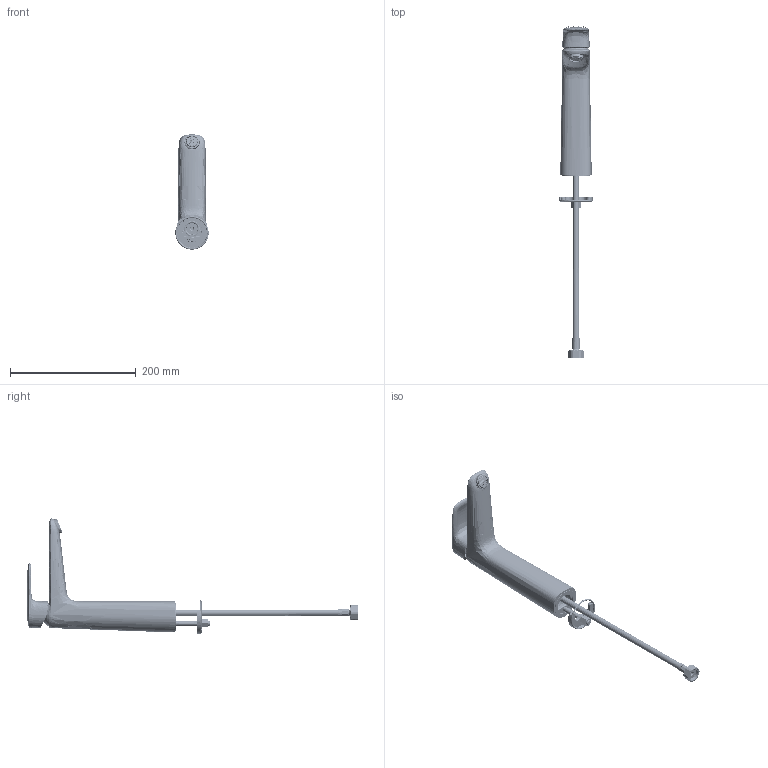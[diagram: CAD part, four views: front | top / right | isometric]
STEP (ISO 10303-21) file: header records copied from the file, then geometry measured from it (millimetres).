
FILE_DESCRIPTION((''),'2;1');
FILE_NAME('FFAS1M07-101500BC0_ASM','2024-09-05T13:17:28',('10114302'),(''),'CREO PARAMETRIC BY PTC INC, 2022162','CREO PARAMETRIC BY PTC INC, 2022162','');
FILE_SCHEMA(('CONFIG_CONTROL_DESIGN'));
Products named in the file (39): 4216470000; 413924031_DICHTUNG_SEAL_1001786; 407761040_MOUSSEUR_MOUSSEUR_019; 4223059990; 10793231_BODEN_BOTTOM_0139330_1_AF0; 10783131_DICHTUNG__SHAPED_SEA_1; A4222432_SCHEIBE_KE_00970057_1; A4222380_SCHIEBER_S_00965547_1; A4222461_SCHIEBER_00971965_1_AF0; 10784031_DICHT_FORM_SHAPED_S-20; 10784031_DICHT_FORM_SHAPED_S-32; 10782031_DICHT_FLAC_FLAT_SEAL_1; A4222383_HUELSE_SCH_00965554_1_AF0; 408555031_HEBEL_EHM-_OHM_LEVER__AF0; 09955031_STIFT_POLY_000632793_2; A4222384_RING_GLEIT_00965556_1; 10790YR1_GEH_KART-_CARDRIDGE__1_AF0; ORING-25_AF0; 408554040_KARTUSCHE_CARTRIDGE_1_ASM; 407507031_MUTTER_BEF_FASTENING_; 400458038_KAPPE_CAP_01384065; 11683031_DICHT_RUND_ROUND_SEAL_; 417206038_HEBEL_LEVER_100262251; G-02282031; 09303031_STOPFEN_000628995; A4227559_SCHLAUCH_HOSE_01392540; A4227558_MUTTER_NUT_01392542; A4227512_NIPPEL_NIPPLE_01390237; A4227597_DICHTUNG_WASHER_013945; A4227596_NIPPEL_NIPPLE_01394496; 400506040_SCHLAUCH_HOSE_0139260_ASM; 4223149990; FF1-CN521G00000036; FF1-CN521Z00000438; FF1-CN521G00000238; FF1-CN521J00000432; FF1-CN521N0008499S; FIXED__ASM; FFAS1M07-101500BC0_ASM
Assembly tree (39 placements, depth 3):
  FFAS1M07-101500BC0_ASM
    4216470000
    413924031_DICHTUNG_SEAL_1001786  x2
    407761040_MOUSSEUR_MOUSSEUR_019
    4223059990
    408554040_KARTUSCHE_CARTRIDGE_1_ASM
      10793231_BODEN_BOTTOM_0139330_1_AF0
      10783131_DICHTUNG__SHAPED_SEA_1
      A4222432_SCHEIBE_KE_00970057_1
      A4222380_SCHIEBER_S_00965547_1
      A4222461_SCHIEBER_00971965_1_AF0
      10784031_DICHT_FORM_SHAPED_S-20
      10784031_DICHT_FORM_SHAPED_S-32
      10782031_DICHT_FLAC_FLAT_SEAL_1
      A4222383_HUELSE_SCH_00965554_1_AF0
      408555031_HEBEL_EHM-_OHM_LEVER__AF0
      09955031_STIFT_POLY_000632793_2
      A4222384_RING_GLEIT_00965556_1
      10790YR1_GEH_KART-_CARDRIDGE__1_AF0
      ORING-25_AF0
    407507031_MUTTER_BEF_FASTENING_
    400458038_KAPPE_CAP_01384065
    11683031_DICHT_RUND_ROUND_SEAL_
    417206038_HEBEL_LEVER_100262251
    G-02282031
    09303031_STOPFEN_000628995
    400506040_SCHLAUCH_HOSE_0139260_ASM
      A4227559_SCHLAUCH_HOSE_01392540
      A4227558_MUTTER_NUT_01392542
      A4227512_NIPPEL_NIPPLE_01390237
      A4227597_DICHTUNG_WASHER_013945
      A4227596_NIPPEL_NIPPLE_01394496
    4223149990
    FF1-CN521G00000036
    FIXED__ASM
      FF1-CN521Z00000438
      FF1-CN521G00000238
      FF1-CN521J00000432
      FF1-CN521N0008499S
Bounding box: 53 x 527.47 x 182.99 mm (x, y, z)
Surface area: 228991.9 mm2 (no closed solid volume)
Topology: 0 solids, 0 shells, 7086 faces, 37632 edges, 37138 vertices
Faces by surface type: bspline 6322, torus 628, sphere 136
Entity records: 652648 total; most frequent: CARTESIAN_POINT 350214, DIRECTION 42286, DEFINITIONAL_REPRESENTATION 36756, PCURVE 36756, COMPOSITE_CURVE_SEGMENT 36756, TRIMMED_CURVE 35922, VECTOR 31288, LINE 31288
